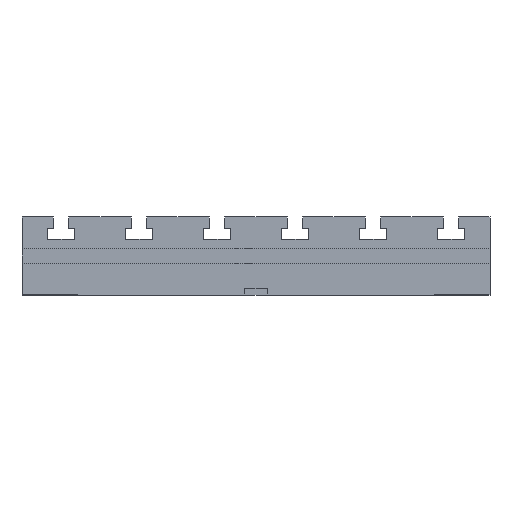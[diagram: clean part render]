
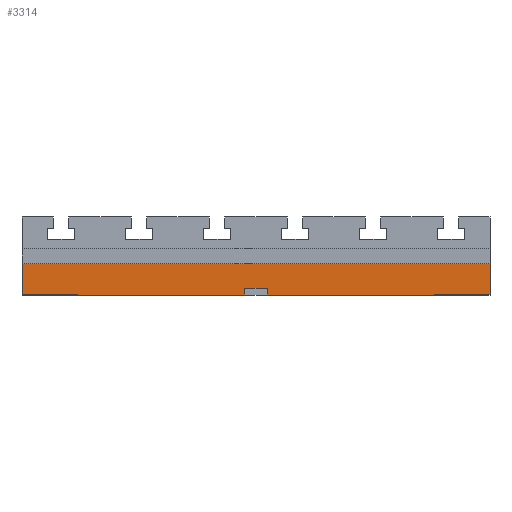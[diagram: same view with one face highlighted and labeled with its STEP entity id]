
A CAD part, front view. The second image highlights one B-rep face of the part: STEP entity #3314.
In plain terms, the highlighted planar face has unit normal (0, -1, 0).
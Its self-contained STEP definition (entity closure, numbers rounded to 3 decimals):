
#1784=EDGE_CURVE('',#4578,#3802,#5203,.T.);
#1914=VERTEX_POINT('',#5345);
#2220=VERTEX_POINT('',#5677);
#2244=EDGE_CURVE('',#2756,#4652,#5704,.T.);
#2430=VERTEX_POINT('',#5919);
#2726=EDGE_CURVE('',#2220,#3036,#6252,.T.);
#2756=VERTEX_POINT('',#6283);
#2826=EDGE_CURVE('',#2430,#4578,#6357,.T.);
#3036=VERTEX_POINT('',#6589);
#3314=ADVANCED_FACE('',(#6903),#6904,.T.);
#3488=EDGE_CURVE('',#2430,#1914,#7094,.T.);
#3802=VERTEX_POINT('',#7442);
#3894=EDGE_CURVE('',#3802,#4652,#7539,.T.);
#4402=EDGE_CURVE('',#3036,#1914,#8091,.T.);
#4498=EDGE_CURVE('',#2756,#2220,#8189,.T.);
#4578=VERTEX_POINT('',#8278);
#4652=VERTEX_POINT('',#8356);
#5203=LINE('',#8984,#8985);
#5345=CARTESIAN_POINT('',(10.0,-115.0,0.));
#5677=CARTESIAN_POINT('',(-10.0,-115.0,6.));
#5704=LINE('',#9696,#9697);
#5919=CARTESIAN_POINT('',(210.0,-115.0,0.0));
#6252=LINE('',#10454,#10455);
#6283=CARTESIAN_POINT('',(-10.0,-115.0,0.));
#6357=LINE('',#10610,#10611);
#6589=CARTESIAN_POINT('',(10.0,-115.0,6.));
#6903=FACE_OUTER_BOUND('',#11391,.T.);
#6904=PLANE('',#11392);
#7094=LINE('',#11660,#11661);
#7442=CARTESIAN_POINT('',(-210.0,-115.0,28.0));
#7539=LINE('',#12303,#12304);
#8091=LINE('',#13097,#13098);
#8189=LINE('',#13246,#13247);
#8278=CARTESIAN_POINT('',(210.0,-115.0,28.0));
#8356=CARTESIAN_POINT('',(-210.0,-115.0,0.0));
#8984=CARTESIAN_POINT('',(210.0,-115.0,28.0));
#8985=VECTOR('',#14311,1.0);
#9696=CARTESIAN_POINT('',(210.0,-115.0,0.0));
#9697=VECTOR('',#14804,1.0);
#10454=CARTESIAN_POINT('',(105.0,-115.0,6.));
#10455=VECTOR('',#15436,1.0);
#10610=CARTESIAN_POINT('',(210.0,-115.0,0.0));
#10611=VECTOR('',#15504,1.0);
#11391=EDGE_LOOP('',(#16160,#16161,#16162,#16163,#16164,#16165,#16166,#16167));
#11392=AXIS2_PLACEMENT_3D('',#16168,#16169,#16170);
#11660=CARTESIAN_POINT('',(210.0,-115.0,0.0));
#11661=VECTOR('',#16337,1.0);
#12303=CARTESIAN_POINT('',(-210.0,-115.0,0.0));
#12304=VECTOR('',#16770,1.0);
#13097=CARTESIAN_POINT('',(10.0,-115.0,14.0));
#13098=VECTOR('',#17283,1.0);
#13246=CARTESIAN_POINT('',(-10.0,-115.0,14.));
#13247=VECTOR('',#17327,1.0);
#14311=DIRECTION('',(-1.0,0.0,0.0));
#14804=DIRECTION('',(-1.0,0.0,0.0));
#15436=DIRECTION('',(1.0,0.0,0.));
#15504=DIRECTION('',(0.0,0.0,1.0));
#16160=ORIENTED_EDGE('',*,*,#4402,.T.);
#16161=ORIENTED_EDGE('',*,*,#3488,.F.);
#16162=ORIENTED_EDGE('',*,*,#2826,.T.);
#16163=ORIENTED_EDGE('',*,*,#1784,.T.);
#16164=ORIENTED_EDGE('',*,*,#3894,.T.);
#16165=ORIENTED_EDGE('',*,*,#2244,.F.);
#16166=ORIENTED_EDGE('',*,*,#4498,.T.);
#16167=ORIENTED_EDGE('',*,*,#2726,.T.);
#16168=CARTESIAN_POINT('',(210.0,-115.0,28.0));
#16169=DIRECTION('',(0.0,-1.0,0.0));
#16170=DIRECTION('',(1.0,0.0,0.0));
#16337=DIRECTION('',(-1.0,0.0,0.0));
#16770=DIRECTION('',(0.0,0.0,-1.0));
#17283=DIRECTION('',(0.,0.0,-1.0));
#17327=DIRECTION('',(0.,0.0,1.0));
